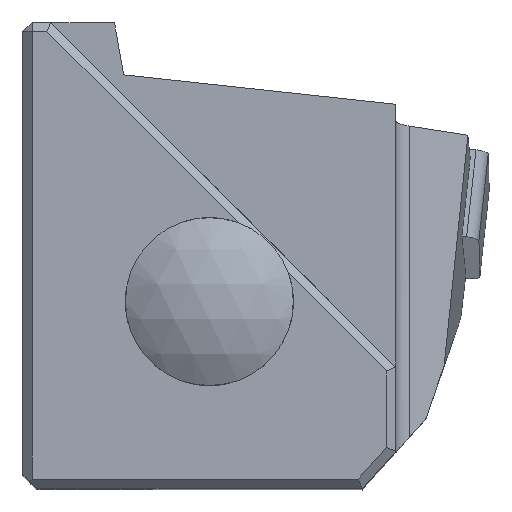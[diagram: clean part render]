
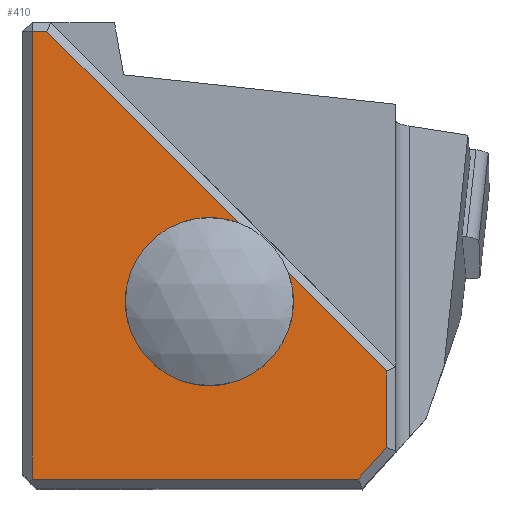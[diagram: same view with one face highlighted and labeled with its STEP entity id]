
A CAD part, top view. The second image highlights one B-rep face of the part: STEP entity #410.
In plain terms, the highlighted planar face has unit normal (0, 0, 1).
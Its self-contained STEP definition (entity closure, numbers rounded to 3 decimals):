
#61=LINE('',#1884,#172);
#62=LINE('',#1887,#173);
#63=LINE('',#1889,#174);
#64=LINE('',#1891,#175);
#65=LINE('',#1893,#176);
#66=LINE('',#1895,#177);
#172=VECTOR('',#1343,1.);
#173=VECTOR('',#1344,1.);
#174=VECTOR('',#1345,1.);
#175=VECTOR('',#1346,1.);
#176=VECTOR('',#1347,1.);
#177=VECTOR('',#1348,1.);
#285=PLANE('',#1183);
#329=FACE_OUTER_BOUND('',#530,.T.);
#410=ADVANCED_FACE('',(#329),#285,.F.);
#530=EDGE_LOOP('',(#641,#642,#643,#644,#645,#646));
#641=ORIENTED_EDGE('',*,*,#1012,.F.);
#642=ORIENTED_EDGE('',*,*,#1013,.F.);
#643=ORIENTED_EDGE('',*,*,#1014,.F.);
#644=ORIENTED_EDGE('',*,*,#1015,.F.);
#645=ORIENTED_EDGE('',*,*,#1016,.F.);
#646=ORIENTED_EDGE('',*,*,#1017,.F.);
#909=VERTEX_POINT('',#1885);
#910=VERTEX_POINT('',#1886);
#911=VERTEX_POINT('',#1888);
#912=VERTEX_POINT('',#1890);
#913=VERTEX_POINT('',#1892);
#914=VERTEX_POINT('',#1894);
#1012=EDGE_CURVE('',#909,#910,#61,.T.);
#1013=EDGE_CURVE('',#911,#909,#62,.T.);
#1014=EDGE_CURVE('',#912,#911,#63,.T.);
#1015=EDGE_CURVE('',#913,#912,#64,.T.);
#1016=EDGE_CURVE('',#914,#913,#65,.T.);
#1017=EDGE_CURVE('',#910,#914,#66,.T.);
#1183=AXIS2_PLACEMENT_3D('',#1896,#1349,#1350);
#1343=DIRECTION('',(0.,-1.,0.));
#1344=DIRECTION('',(0.707,-0.707,0.));
#1345=DIRECTION('',(1.,0.,0.));
#1346=DIRECTION('',(0.,1.,0.));
#1347=DIRECTION('',(-1.,0.,0.));
#1348=DIRECTION('',(-0.67,-0.742,0.));
#1349=DIRECTION('',(0.,0.,-1.));
#1350=DIRECTION('',(0.,1.,0.));
#1884=CARTESIAN_POINT('',(19.5,31.5,-7.74));
#1885=CARTESIAN_POINT('',(19.5,6.293,-7.74));
#1886=CARTESIAN_POINT('',(19.5,2.186,-7.74));
#1887=CARTESIAN_POINT('',(19.646,6.146,-7.74));
#1888=CARTESIAN_POINT('',(1.293,24.5,-7.74));
#1889=CARTESIAN_POINT('',(20.,24.5,-7.74));
#1890=CARTESIAN_POINT('',(0.5,24.5,-7.74));
#1891=CARTESIAN_POINT('',(0.5,31.5,-7.74));
#1892=CARTESIAN_POINT('',(0.5,0.5,-7.74));
#1893=CARTESIAN_POINT('',(20.,0.5,-7.74));
#1894=CARTESIAN_POINT('',(17.978,0.5,-7.74));
#1895=CARTESIAN_POINT('',(17.829,0.335,-7.74));
#1896=CARTESIAN_POINT('',(20.,31.5,-7.74));
